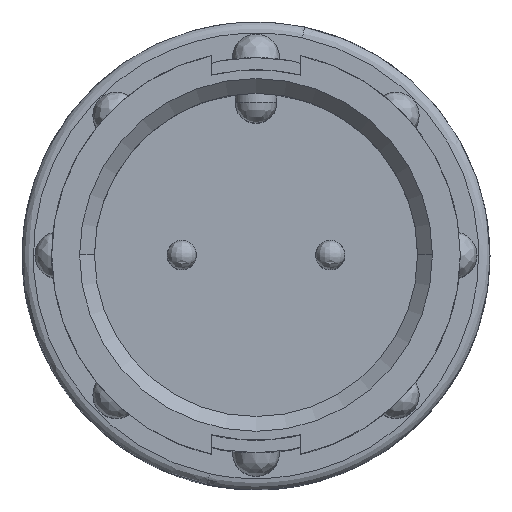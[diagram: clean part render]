
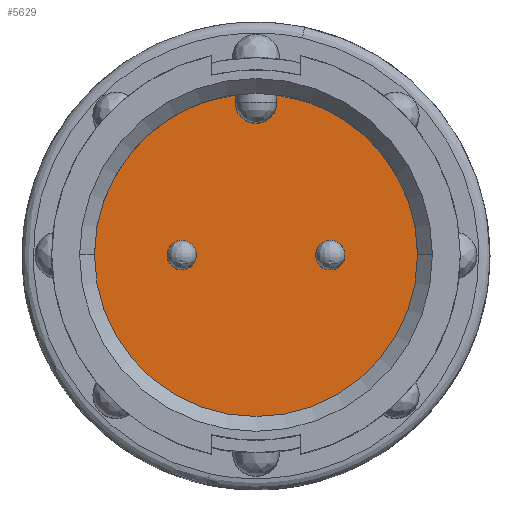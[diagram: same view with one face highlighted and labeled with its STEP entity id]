
A CAD part, top view. The second image highlights one B-rep face of the part: STEP entity #5629.
In plain terms, the highlighted planar face has unit normal (0, 0, 1).
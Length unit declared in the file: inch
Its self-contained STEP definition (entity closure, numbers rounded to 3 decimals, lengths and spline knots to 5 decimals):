
#21 = CARTESIAN_POINT ( 'NONE',  ( 0., 0., -0.31 ) ) ;
#148 = VERTEX_POINT ( 'NONE', #1286 ) ;
#174 = VERTEX_POINT ( 'NONE', #1988 ) ;
#187 = CARTESIAN_POINT ( 'NONE',  ( -0.1, 0.0001, -0.31 ) ) ;
#399 = VECTOR ( 'NONE', #2958, 39.37008 ) ;
#631 = DIRECTION ( 'NONE',  ( 0., 0., -1. ) ) ;
#801 = DIRECTION ( 'NONE',  ( 1., 0., 0. ) ) ;
#979 = DIRECTION ( 'NONE',  ( -1., 0., 0. ) ) ;
#998 = CARTESIAN_POINT ( 'NONE',  ( 0.1, 0., -0.31 ) ) ;
#1020 = AXIS2_PLACEMENT_3D ( 'NONE', #21, #5419, #801 ) ;
#1037 = AXIS2_PLACEMENT_3D ( 'NONE', #187, #5578, #979 ) ;
#1101 = EDGE_CURVE ( 'NONE', #4654, #6535, #6344, .T. ) ;
#1286 = CARTESIAN_POINT ( 'NONE',  ( 0.11974, 0., -0.31 ) ) ;
#1411 = AXIS2_PLACEMENT_3D ( 'NONE', #998, #6375, #1773 ) ;
#1509 = VERTEX_POINT ( 'NONE', #4617 ) ;
#1773 = DIRECTION ( 'NONE',  ( -1., 0., 0. ) ) ;
#1941 = AXIS2_PLACEMENT_3D ( 'NONE', #6846, #2259, #7613 ) ;
#1978 = ORIENTED_EDGE ( 'NONE', *, *, #5159, .T. ) ;
#1988 = CARTESIAN_POINT ( 'NONE',  ( -0.028, 0.21569, -0.31 ) ) ;
#2038 = ORIENTED_EDGE ( 'NONE', *, *, #5734, .T. ) ;
#2116 = VECTOR ( 'NONE', #3761, 39.37008 ) ;
#2259 = DIRECTION ( 'NONE',  ( 0., 0., 1. ) ) ;
#2361 = LINE ( 'NONE', #4522, #2116 ) ;
#2384 = EDGE_CURVE ( 'NONE', #8659, #9523, #9004, .T. ) ;
#2407 = VERTEX_POINT ( 'NONE', #4765 ) ;
#2476 = FACE_BOUND ( 'NONE', #3611, .T. ) ;
#2753 = DIRECTION ( 'NONE',  ( 0., 0., 1. ) ) ;
#2758 = PLANE ( 'NONE',  #7916 ) ;
#2823 = ORIENTED_EDGE ( 'NONE', *, *, #4964, .T. ) ;
#2839 = ORIENTED_EDGE ( 'NONE', *, *, #2384, .T. ) ;
#2958 = DIRECTION ( 'NONE',  ( 0., 1., 0. ) ) ;
#3005 = ORIENTED_EDGE ( 'NONE', *, *, #6869, .T. ) ;
#3103 = EDGE_CURVE ( 'NONE', #174, #3360, #8980, .T. ) ;
#3235 = DIRECTION ( 'NONE',  ( 0., 0., -1. ) ) ;
#3238 = CARTESIAN_POINT ( 'NONE',  ( 0.028, 0.21569, -0.31 ) ) ;
#3360 = VERTEX_POINT ( 'NONE', #3467 ) ;
#3467 = CARTESIAN_POINT ( 'NONE',  ( -0.2175, 0., -0.31 ) ) ;
#3535 = DIRECTION ( 'NONE',  ( 1., 0., 0. ) ) ;
#3611 = EDGE_LOOP ( 'NONE', ( #2823, #8523 ) ) ;
#3761 = DIRECTION ( 'NONE',  ( 0., -1., 0. ) ) ;
#3897 = EDGE_LOOP ( 'NONE', ( #2038, #2839 ) ) ;
#4058 = CARTESIAN_POINT ( 'NONE',  ( 0., 0.2055, -0.31 ) ) ;
#4185 = ORIENTED_EDGE ( 'NONE', *, *, #9357, .T. ) ;
#4265 = FACE_OUTER_BOUND ( 'NONE', #7539, .T. ) ;
#4320 = DIRECTION ( 'NONE',  ( 0., 0., -1. ) ) ;
#4522 = CARTESIAN_POINT ( 'NONE',  ( 0.028, 0.2055, -0.31 ) ) ;
#4617 = CARTESIAN_POINT ( 'NONE',  ( 0.028, 0.2055, -0.31 ) ) ;
#4654 = VERTEX_POINT ( 'NONE', #5338 ) ;
#4765 = CARTESIAN_POINT ( 'NONE',  ( 0.08026, 0., -0.31 ) ) ;
#4964 = EDGE_CURVE ( 'NONE', #2407, #148, #8722, .T. ) ;
#5078 = CARTESIAN_POINT ( 'NONE',  ( -0.08026, 0.0001, -0.31 ) ) ;
#5159 = EDGE_CURVE ( 'NONE', #3360, #4654, #8230, .T. ) ;
#5160 = EDGE_CURVE ( 'NONE', #6535, #1509, #2361, .T. ) ;
#5185 = ORIENTED_EDGE ( 'NONE', *, *, #1101, .T. ) ;
#5242 = CARTESIAN_POINT ( 'NONE',  ( 0.1, 0., -0.31 ) ) ;
#5338 = CARTESIAN_POINT ( 'NONE',  ( 0.2175, 0., -0.31 ) ) ;
#5419 = DIRECTION ( 'NONE',  ( 0., 0., 1. ) ) ;
#5578 = DIRECTION ( 'NONE',  ( 0., 0., -1. ) ) ;
#5629 = ADVANCED_FACE ( 'NONE', ( #6309, #4265, #2476 ), #2758, .T. ) ;
#5734 = EDGE_CURVE ( 'NONE', #9523, #8659, #9921, .T. ) ;
#5754 = ORIENTED_EDGE ( 'NONE', *, *, #3103, .T. ) ;
#5904 = ORIENTED_EDGE ( 'NONE', *, *, #5160, .T. ) ;
#6002 = DIRECTION ( 'NONE',  ( -1., 0., 0. ) ) ;
#6035 = AXIS2_PLACEMENT_3D ( 'NONE', #7818, #3235, #8600 ) ;
#6177 = AXIS2_PLACEMENT_3D ( 'NONE', #7348, #2753, #8116 ) ;
#6309 = FACE_BOUND ( 'NONE', #3897, .T. ) ;
#6344 = CIRCLE ( 'NONE', #6177, 0.2175 ) ;
#6375 = DIRECTION ( 'NONE',  ( 0., 0., -1. ) ) ;
#6535 = VERTEX_POINT ( 'NONE', #3238 ) ;
#6695 = CARTESIAN_POINT ( 'NONE',  ( -0.11974, 0.0001, -0.31 ) ) ;
#6846 = CARTESIAN_POINT ( 'NONE',  ( 0., 0., -0.31 ) ) ;
#6869 = EDGE_CURVE ( 'NONE', #9485, #174, #8586, .T. ) ;
#7070 = AXIS2_PLACEMENT_3D ( 'NONE', #8935, #4320, #9700 ) ;
#7203 = CIRCLE ( 'NONE', #1411, 0.01974 ) ;
#7348 = CARTESIAN_POINT ( 'NONE',  ( 0., 0., -0.31 ) ) ;
#7539 = EDGE_LOOP ( 'NONE', ( #5754, #1978, #5185, #5904, #4185, #3005 ) ) ;
#7613 = DIRECTION ( 'NONE',  ( 1., 0., 0. ) ) ;
#7818 = CARTESIAN_POINT ( 'NONE',  ( -0.1, 0.0001, -0.31 ) ) ;
#7916 = AXIS2_PLACEMENT_3D ( 'NONE', #4058, #8119, #3535 ) ;
#8116 = DIRECTION ( 'NONE',  ( 1., 0., 0. ) ) ;
#8119 = DIRECTION ( 'NONE',  ( 0., 0., 1. ) ) ;
#8205 = CARTESIAN_POINT ( 'NONE',  ( -0.028, 0.2055, -0.31 ) ) ;
#8230 = CIRCLE ( 'NONE', #1941, 0.2175 ) ;
#8523 = ORIENTED_EDGE ( 'NONE', *, *, #9214, .T. ) ;
#8586 = LINE ( 'NONE', #9836, #399 ) ;
#8600 = DIRECTION ( 'NONE',  ( -1., 0., 0. ) ) ;
#8659 = VERTEX_POINT ( 'NONE', #5078 ) ;
#8722 = CIRCLE ( 'NONE', #9349, 0.01974 ) ;
#8935 = CARTESIAN_POINT ( 'NONE',  ( 0., 0.2055, -0.31 ) ) ;
#8980 = CIRCLE ( 'NONE', #1020, 0.2175 ) ;
#9004 = CIRCLE ( 'NONE', #6035, 0.01974 ) ;
#9214 = EDGE_CURVE ( 'NONE', #148, #2407, #7203, .T. ) ;
#9349 = AXIS2_PLACEMENT_3D ( 'NONE', #5242, #631, #6002 ) ;
#9357 = EDGE_CURVE ( 'NONE', #1509, #9485, #9895, .T. ) ;
#9485 = VERTEX_POINT ( 'NONE', #8205 ) ;
#9523 = VERTEX_POINT ( 'NONE', #6695 ) ;
#9700 = DIRECTION ( 'NONE',  ( -1., 0., 0. ) ) ;
#9836 = CARTESIAN_POINT ( 'NONE',  ( -0.028, 0.2055, -0.31 ) ) ;
#9895 = CIRCLE ( 'NONE', #7070, 0.028 ) ;
#9921 = CIRCLE ( 'NONE', #1037, 0.01974 ) ;
